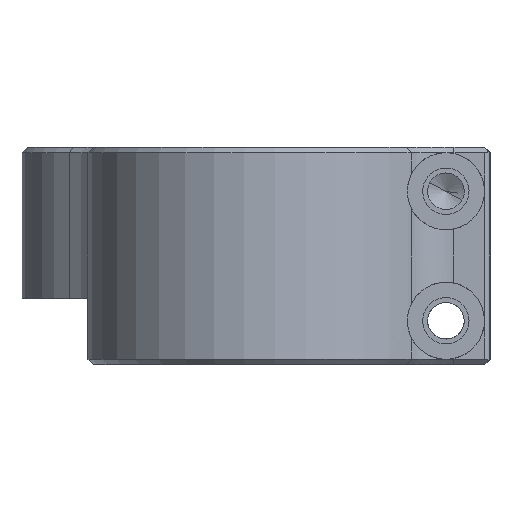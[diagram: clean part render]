
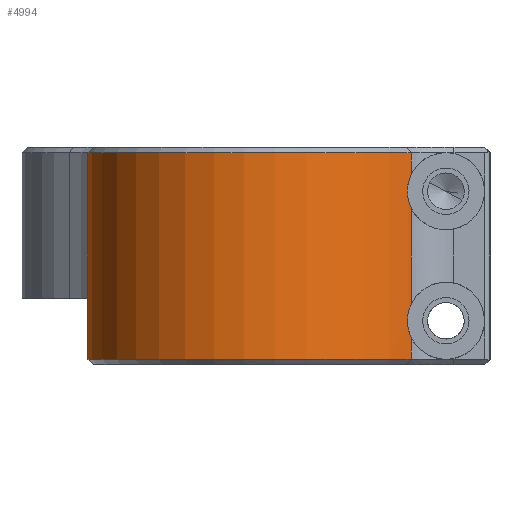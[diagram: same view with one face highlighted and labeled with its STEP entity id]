
A CAD part, left-side view. The second image highlights one B-rep face of the part: STEP entity #4994.
In plain terms, the highlighted cylindrical face has radius 33 mm (diameter 66 mm), a partial arc.
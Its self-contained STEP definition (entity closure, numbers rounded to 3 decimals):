
#242=CARTESIAN_POINT('Vertex',(-72.977,26.605,12.)) ;
#836=CARTESIAN_POINT('Line Origine',(-72.977,26.605,16.)) ;
#840=CARTESIAN_POINT('Vertex',(-72.977,26.605,1.)) ;
#1849=CARTESIAN_POINT('Vertex',(-113.221,-25.684,1.)) ;
#1852=CARTESIAN_POINT('Axis2P3D Location',(-92.5,0.,1.)) ;
#2115=CARTESIAN_POINT('Line Origine',(-113.221,-25.684,19.75)) ;
#2119=CARTESIAN_POINT('Vertex',(-113.221,-25.684,4.983)) ;
#2773=CARTESIAN_POINT('Vertex',(-113.221,-25.684,34.517)) ;
#2779=CARTESIAN_POINT('Control Point',(-113.221,-25.684,28.483)) ;
#2780=CARTESIAN_POINT('Control Point',(-113.598,-25.379,29.12)) ;
#2781=CARTESIAN_POINT('Control Point',(-113.887,-25.135,29.838)) ;
#2782=CARTESIAN_POINT('Control Point',(-114.061,-24.982,30.633)) ;
#2783=CARTESIAN_POINT('Control Point',(-114.113,-24.939,31.964)) ;
#2784=CARTESIAN_POINT('Control Point',(-113.821,-25.188,33.222)) ;
#2785=CARTESIAN_POINT('Control Point',(-113.66,-25.325,33.685)) ;
#2786=CARTESIAN_POINT('Control Point',(-113.458,-25.492,34.117)) ;
#2787=CARTESIAN_POINT('Control Point',(-113.221,-25.684,34.517)) ;
#2788=CARTESIAN_POINT('Vertex',(-113.221,-25.684,28.483)) ;
#3628=CARTESIAN_POINT('Vertex',(-113.221,-25.684,38.5)) ;
#3660=CARTESIAN_POINT('Vertex',(-72.977,26.605,38.5)) ;
#3663=CARTESIAN_POINT('Axis2P3D Location',(-92.5,0.,38.5)) ;
#3680=CARTESIAN_POINT('Line Origine',(-113.221,-25.684,19.75)) ;
#3697=CARTESIAN_POINT('Vertex',(-113.221,-25.684,11.017)) ;
#3716=CARTESIAN_POINT('Line Origine',(-113.221,-25.684,19.75)) ;
#4392=CARTESIAN_POINT('Control Point',(-113.221,-25.684,4.983)) ;
#4393=CARTESIAN_POINT('Control Point',(-113.598,-25.379,5.62)) ;
#4394=CARTESIAN_POINT('Control Point',(-113.887,-25.135,6.338)) ;
#4395=CARTESIAN_POINT('Control Point',(-114.061,-24.982,7.133)) ;
#4396=CARTESIAN_POINT('Control Point',(-114.113,-24.939,8.464)) ;
#4397=CARTESIAN_POINT('Control Point',(-113.821,-25.188,9.722)) ;
#4398=CARTESIAN_POINT('Control Point',(-113.66,-25.325,10.185)) ;
#4399=CARTESIAN_POINT('Control Point',(-113.458,-25.492,10.617)) ;
#4400=CARTESIAN_POINT('Control Point',(-113.221,-25.684,11.017)) ;
#4973=CARTESIAN_POINT('Axis2P3D Location',(-92.5,0.,19.75)) ;
#4978=CARTESIAN_POINT('Line Origine',(-72.977,26.605,19.75)) ;
#837=DIRECTION('Vector Direction',(0.,0.,-1.)) ;
#1853=DIRECTION('Axis2P3D Direction',(0.,0.,1.)) ;
#2116=DIRECTION('Vector Direction',(0.,0.,1.)) ;
#3664=DIRECTION('Axis2P3D Direction',(0.,0.,1.)) ;
#3681=DIRECTION('Vector Direction',(0.,0.,1.)) ;
#3717=DIRECTION('Vector Direction',(0.,0.,1.)) ;
#4974=DIRECTION('Axis2P3D Direction',(0.,0.,1.)) ;
#4975=DIRECTION('Axis2P3D XDirection',(0.771,0.637,0.)) ;
#4979=DIRECTION('Vector Direction',(0.,0.,1.)) ;
#1854=AXIS2_PLACEMENT_3D('Circle Axis2P3D',#1852,#1853,$) ;
#3665=AXIS2_PLACEMENT_3D('Circle Axis2P3D',#3663,#3664,$) ;
#4976=AXIS2_PLACEMENT_3D('Cylinder Axis2P3D',#4973,#4974,#4975) ;
#4984=ORIENTED_EDGE('',*,*,#3720,.F.) ;
#4985=ORIENTED_EDGE('',*,*,#2790,.T.) ;
#4986=ORIENTED_EDGE('',*,*,#3684,.F.) ;
#4987=ORIENTED_EDGE('',*,*,#3667,.F.) ;
#4988=ORIENTED_EDGE('',*,*,#4982,.T.) ;
#4989=ORIENTED_EDGE('',*,*,#842,.T.) ;
#4990=ORIENTED_EDGE('',*,*,#1856,.F.) ;
#4991=ORIENTED_EDGE('',*,*,#2121,.F.) ;
#4992=ORIENTED_EDGE('',*,*,#4401,.T.) ;
#838=VECTOR('Line Direction',#837,1.) ;
#2117=VECTOR('Line Direction',#2116,1.) ;
#3682=VECTOR('Line Direction',#3681,1.) ;
#3718=VECTOR('Line Direction',#3717,1.) ;
#4980=VECTOR('Line Direction',#4979,1.) ;
#4994=ADVANCED_FACE('Corps principal',(#4993),#4977,.T.) ;
#2778=B_SPLINE_CURVE_WITH_KNOTS('',5,(#2779,#2780,#2781,#2782,#2783,#2784,#2785,#2786,#2787),.UNSPECIFIED.,.F.,.U.,(6,3,6),(0.,5.66,9.215),.UNSPECIFIED.) ;
#4391=B_SPLINE_CURVE_WITH_KNOTS('',5,(#4392,#4393,#4394,#4395,#4396,#4397,#4398,#4399,#4400),.UNSPECIFIED.,.F.,.U.,(6,3,6),(0.,5.66,9.215),.UNSPECIFIED.) ;
#1855=CIRCLE('generated circle',#1854,33.) ;
#3666=CIRCLE('generated circle',#3665,33.) ;
#4977=CYLINDRICAL_SURFACE('generated cylinder',#4976,33.) ;
#842=EDGE_CURVE('',#243,#841,#839,.T.) ;
#1856=EDGE_CURVE('',#1850,#841,#1855,.F.) ;
#2121=EDGE_CURVE('',#2120,#1850,#2118,.F.) ;
#2790=EDGE_CURVE('',#2789,#2774,#2778,.T.) ;
#3667=EDGE_CURVE('',#3661,#3629,#3666,.T.) ;
#3684=EDGE_CURVE('',#3629,#2774,#3683,.F.) ;
#3720=EDGE_CURVE('',#2789,#3698,#3719,.F.) ;
#4401=EDGE_CURVE('',#2120,#3698,#4391,.T.) ;
#4982=EDGE_CURVE('',#3661,#243,#4981,.F.) ;
#4983=EDGE_LOOP('',(#4984,#4985,#4986,#4987,#4988,#4989,#4990,#4991,#4992)) ;
#4993=FACE_OUTER_BOUND('',#4983,.T.) ;
#839=LINE('Line',#836,#838) ;
#2118=LINE('Line',#2115,#2117) ;
#3683=LINE('Line',#3680,#3682) ;
#3719=LINE('Line',#3716,#3718) ;
#4981=LINE('Line',#4978,#4980) ;
#243=VERTEX_POINT('',#242) ;
#841=VERTEX_POINT('',#840) ;
#1850=VERTEX_POINT('',#1849) ;
#2120=VERTEX_POINT('',#2119) ;
#2774=VERTEX_POINT('',#2773) ;
#2789=VERTEX_POINT('',#2788) ;
#3629=VERTEX_POINT('',#3628) ;
#3661=VERTEX_POINT('',#3660) ;
#3698=VERTEX_POINT('',#3697) ;
